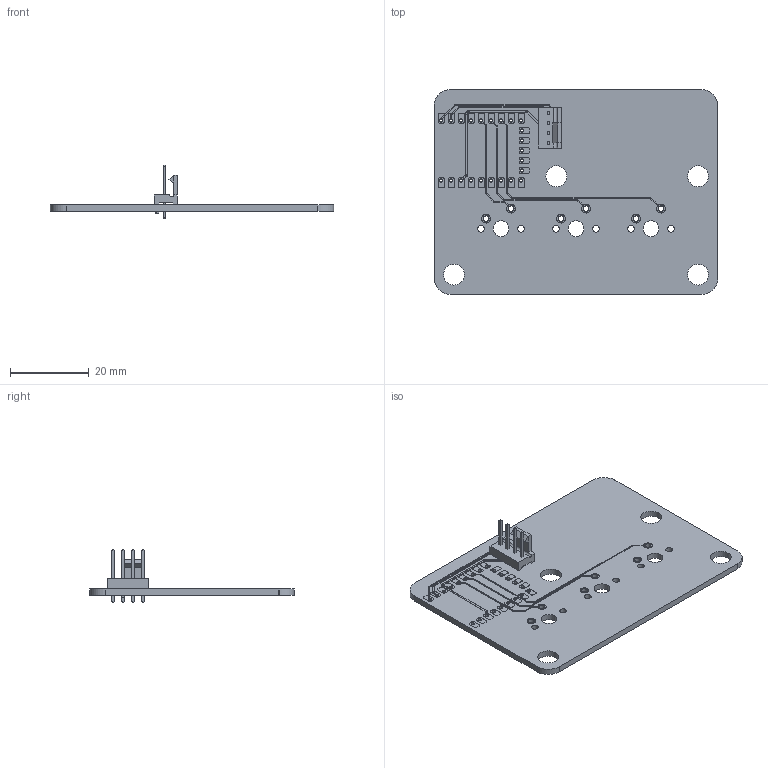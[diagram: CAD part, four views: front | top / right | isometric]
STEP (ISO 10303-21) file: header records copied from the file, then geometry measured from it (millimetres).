
FILE_DESCRIPTION(('KiCad electronic assembly'),'2;1');
FILE_NAME('macropad.step','2025-02-26T22:10:20',('Pcbnew'),('Kicad'), 'Open CASCADE STEP processor 7.6','KiCad to STEP converter','Unknown' );
FILE_SCHEMA(('AUTOMOTIVE_DESIGN { 1 0 10303 214 1 1 1 1 }'));
Length unit declared in the file: millimetre
Products named in the file (161): macropad 1; FanPinHeader_1x04_P2.54mm_Vertical; Fan_Pin_Header_Straight_1x04; _autosave-macropad_track_1; _autosave-macropad_track_2; _autosave-macropad_track_3; _autosave-macropad_track_4; _autosave-macropad_track_5; _autosave-macropad_track_6; _autosave-macropad_track_7; _autosave-macropad_track_8; _autosave-macropad_track_9; _autosave-macropad_track_10; _autosave-macropad_track_11; _autosave-macropad_track_12; _autosave-macropad_track_13; _autosave-macropad_track_14; _autosave-macropad_track_15; _autosave-macropad_track_16; _autosave-macropad_track_17; _autosave-macropad_track_18; _autosave-macropad_track_19; _autosave-macropad_track_20; _autosave-macropad_track_21; _autosave-macropad_track_22; _autosave-macropad_track_23; _autosave-macropad_track_24; _autosave-macropad_track_25; _autosave-macropad_track_26; _autosave-macropad_track_27; _autosave-macropad_track_28; _autosave-macropad_track_29; _autosave-macropad_track_30; _autosave-macropad_track_31; _autosave-macropad_track_32; _autosave-macropad_pad_1; _autosave-macropad_pad_2; _autosave-macropad_pad_3; _autosave-macropad_pad_4; _autosave-macropad_pad_5 ...
Assembly tree (160 placements, depth 3):
  macropad 1
    FanPinHeader_1x04_P2.54mm_Vertical
      Fan_Pin_Header_Straight_1x04
    _autosave-macropad_track_1
    _autosave-macropad_track_2
    _autosave-macropad_track_3
    _autosave-macropad_track_4
    _autosave-macropad_track_5
    _autosave-macropad_track_6
    _autosave-macropad_track_7
    _autosave-macropad_track_8
    _autosave-macropad_track_9
    _autosave-macropad_track_10
    _autosave-macropad_track_11
    _autosave-macropad_track_12
    _autosave-macropad_track_13
    _autosave-macropad_track_14
    _autosave-macropad_track_15
    _autosave-macropad_track_16
    _autosave-macropad_track_17
    _autosave-macropad_track_18
    _autosave-macropad_track_19
    _autosave-macropad_track_20
    _autosave-macropad_track_21
    _autosave-macropad_track_22
    _autosave-macropad_track_23
    _autosave-macropad_track_24
    _autosave-macropad_track_25
    _autosave-macropad_track_26
    _autosave-macropad_track_27
    _autosave-macropad_track_28
    _autosave-macropad_track_29
    _autosave-macropad_track_30
    _autosave-macropad_track_31
    _autosave-macropad_track_32
    _autosave-macropad_pad_1
    _autosave-macropad_pad_2
    _autosave-macropad_pad_3
    _autosave-macropad_pad_4
    _autosave-macropad_pad_5
    _autosave-macropad_pad_6
    _autosave-macropad_pad_7
    _autosave-macropad_pad_8
    _autosave-macropad_pad_9
    _autosave-macropad_pad_10
    _autosave-macropad_pad_11
    _autosave-macropad_pad_12
    _autosave-macropad_pad_13
    _autosave-macropad_pad_14
    _autosave-macropad_pad_15
    _autosave-macropad_pad_16
    _autosave-macropad_pad_17
    _autosave-macropad_pad_18
    _autosave-macropad_pad_19
    _autosave-macropad_pad_20
    _autosave-macropad_pad_21
    _autosave-macropad_pad_22
    _autosave-macropad_pad_23
    _autosave-macropad_pad_24
    _autosave-macropad_pad_25
Bounding box: 72 x 52 x 13.5 mm (x, y, z)
Volume: 5897.2 mm3; surface area: 9235 mm2
Topology: 131 solids, 131 shells, 2009 faces, 5174 edges, 3436 vertices
Faces by surface type: plane 1752, cylinder 257
Full cylindrical faces by diameter (mm): 0.75 x69, 0.8 x46, 0.97 x12, 1.02 x8, 1.45 x18, 1.5 x12, 1.7 x6, 2.2 x12, 4 x3, 5.3 x4
Entity records: 65170 total; most frequent: CARTESIAN_POINT 10780, ORIENTED_EDGE 10348, DIRECTION 10028, EDGE_CURVE 5174, LINE 4660, VECTOR 4660, VERTEX_POINT 3436, AXIS2_PLACEMENT_3D 2684
